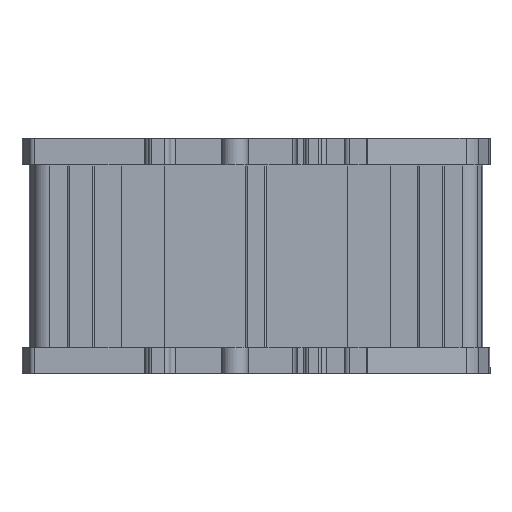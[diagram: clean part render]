
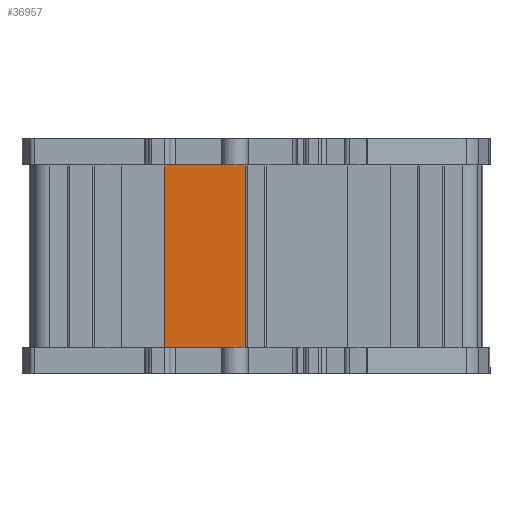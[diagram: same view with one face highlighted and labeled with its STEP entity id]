
A CAD part, front view. The second image highlights one B-rep face of the part: STEP entity #36957.
In plain terms, the highlighted planar face has unit normal (0, -1, 0).
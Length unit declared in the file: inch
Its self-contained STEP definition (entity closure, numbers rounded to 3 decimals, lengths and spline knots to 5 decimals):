
#1888 = ORIENTED_EDGE ( 'NONE', *, *, #74239, .T. ) ;
#3890 = CARTESIAN_POINT ( 'NONE',  ( -1.9287, -1.4881, 0.68627 ) ) ;
#4524 = CARTESIAN_POINT ( 'NONE',  ( -2.59603, -1.4881, -0.83373 ) ) ;
#5050 = LINE ( 'NONE', #81409, #39234 ) ;
#6569 = DIRECTION ( 'NONE',  ( 0., 0., 1. ) ) ;
#6872 = DIRECTION ( 'NONE',  ( 0., 0., -1. ) ) ;
#10820 = DIRECTION ( 'NONE',  ( -1., 0., 0. ) ) ;
#14989 = DIRECTION ( 'NONE',  ( -1., 0., 0. ) ) ;
#15529 = VECTOR ( 'NONE', #52295, 39.37008 ) ;
#17431 = PLANE ( 'NONE',  #59009 ) ;
#18063 = CARTESIAN_POINT ( 'NONE',  ( -1.9287, -1.4881, 0.68627 ) ) ;
#18088 = ORIENTED_EDGE ( 'NONE', *, *, #31230, .T. ) ;
#20117 = EDGE_CURVE ( 'NONE', #76647, #70321, #5050, .T. ) ;
#26327 = ORIENTED_EDGE ( 'NONE', *, *, #27486, .F. ) ;
#27486 = EDGE_CURVE ( 'NONE', #76647, #60397, #67797, .T. ) ;
#28975 = VECTOR ( 'NONE', #6872, 39.37008 ) ;
#29146 = CARTESIAN_POINT ( 'NONE',  ( -1.27713, -1.4881, 0.68627 ) ) ;
#30995 = VERTEX_POINT ( 'NONE', #18063 ) ;
#31230 = EDGE_CURVE ( 'NONE', #30995, #60397, #47155, .T. ) ;
#31917 = FACE_OUTER_BOUND ( 'NONE', #61190, .T. ) ;
#34032 = CARTESIAN_POINT ( 'NONE',  ( -1.9287, -1.4881, 0.68627 ) ) ;
#36957 = ADVANCED_FACE ( 'NONE', ( #31917 ), #17431, .T. ) ;
#39234 = VECTOR ( 'NONE', #6569, 39.37008 ) ;
#39243 = VECTOR ( 'NONE', #14989, 39.37008 ) ;
#47155 = LINE ( 'NONE', #34032, #28975 ) ;
#48980 = CARTESIAN_POINT ( 'NONE',  ( -1.9287, -1.4881, 0.68627 ) ) ;
#51658 = DIRECTION ( 'NONE',  ( 0., -1., 0. ) ) ;
#52295 = DIRECTION ( 'NONE',  ( -1., 0., 0. ) ) ;
#57412 = LINE ( 'NONE', #48980, #39243 ) ;
#59009 = AXIS2_PLACEMENT_3D ( 'NONE', #3890, #51658, #10820 ) ;
#60397 = VERTEX_POINT ( 'NONE', #87141 ) ;
#61190 = EDGE_LOOP ( 'NONE', ( #1888, #18088, #26327, #63021 ) ) ;
#63021 = ORIENTED_EDGE ( 'NONE', *, *, #20117, .T. ) ;
#65518 = CARTESIAN_POINT ( 'NONE',  ( -1.27713, -1.4881, -0.83373 ) ) ;
#67797 = LINE ( 'NONE', #4524, #15529 ) ;
#70321 = VERTEX_POINT ( 'NONE', #29146 ) ;
#74239 = EDGE_CURVE ( 'NONE', #70321, #30995, #57412, .T. ) ;
#76647 = VERTEX_POINT ( 'NONE', #65518 ) ;
#81409 = CARTESIAN_POINT ( 'NONE',  ( -1.27713, -1.4881, 0.68627 ) ) ;
#87141 = CARTESIAN_POINT ( 'NONE',  ( -1.9287, -1.4881, -0.83373 ) ) ;
